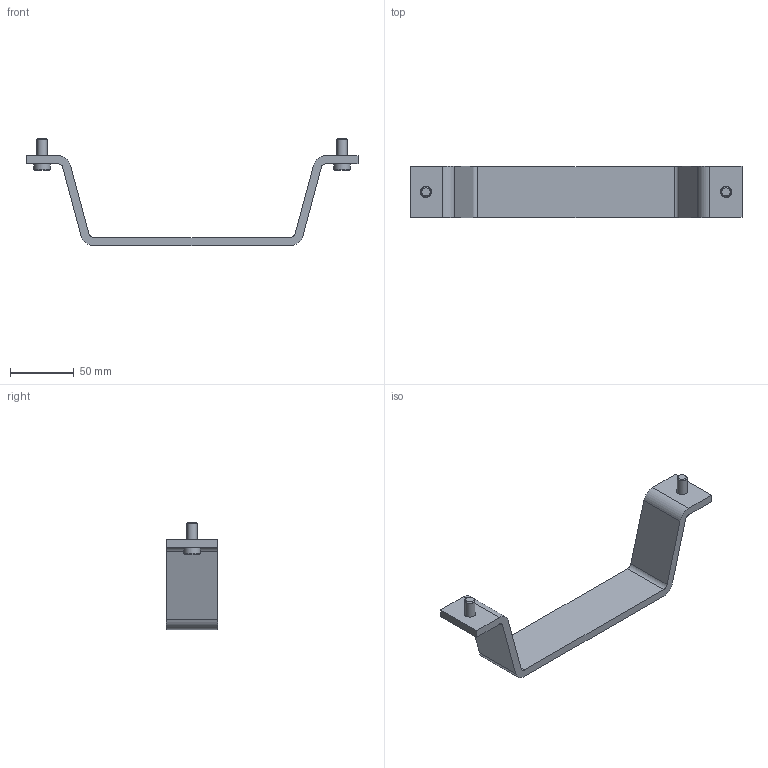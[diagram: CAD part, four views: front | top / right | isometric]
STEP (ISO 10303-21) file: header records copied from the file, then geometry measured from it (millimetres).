
FILE_DESCRIPTION(/* description */ (''),/* implementation_level */ '2;1');
FILE_NAME(/* name */ '32-154-1.stp',/* time_stamp */ '2022-09-30T08:21:51-04:00',/* author */ ('jmurphy'),/* organization */ (''),/* preprocessor_version */ 'ST-DEVELOPER v18.1',/* originating_system */ 'AutoCAD Mechanical',/* authorisation */ '');
FILE_SCHEMA (('AUTOMOTIVE_DESIGN { 1 0 10303 214 3 1 1 }'));
Length unit declared in the file: millimetre
Products named in the file (2): Product; 32-154-1
Assembly tree (1 placements, depth 2):
  Product
    32-154-1
Bounding box: 260 x 40 x 84 mm (x, y, z)
Volume: 91700.7 mm3; surface area: 35250.3 mm2
Topology: 3 solids, 3 shells, 52 faces, 124 edges, 82 vertices
Faces by surface type: plane 34, cylinder 14, cone 2, torus 2
Full cylindrical faces by diameter (mm): 8 x2, 9 x2, 13 x2
Entity records: 1557 total; most frequent: DIRECTION 270, CARTESIAN_POINT 261, ORIENTED_EDGE 248, EDGE_CURVE 124, AXIS2_PLACEMENT_3D 91, LINE 88, VECTOR 88, VERTEX_POINT 82
